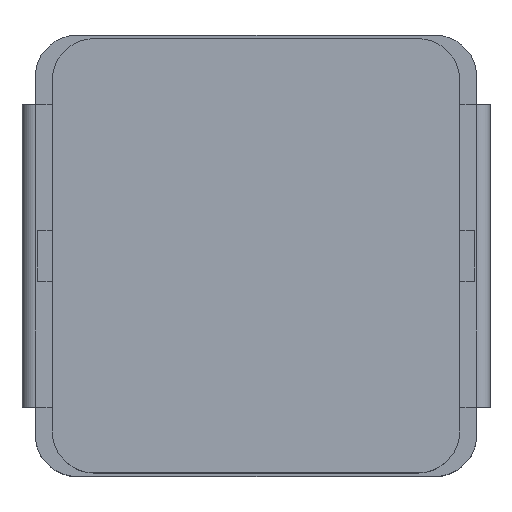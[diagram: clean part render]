
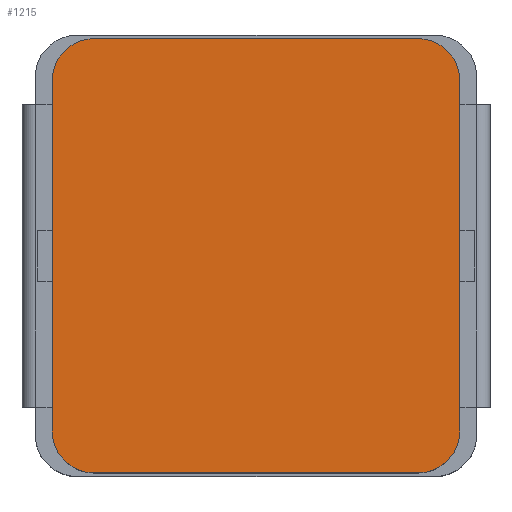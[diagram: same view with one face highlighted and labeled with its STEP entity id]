
A CAD part, top view. The second image highlights one B-rep face of the part: STEP entity #1215.
In plain terms, the highlighted planar face has unit normal (0, 0, 1).
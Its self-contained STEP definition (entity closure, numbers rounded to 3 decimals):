
#932 = VERTEX_POINT('',#933);
#933 = CARTESIAN_POINT('',(-2.446,3.284,2.883)
  );
#941 = VERTEX_POINT('',#942);
#942 = CARTESIAN_POINT('',(-3.081,2.649,2.883)
  );
#948 = EDGE_CURVE('',#941,#932,#949,.T.);
#949 = CIRCLE('',#950,0.635);
#950 = AXIS2_PLACEMENT_3D('',#951,#952,#953);
#951 = CARTESIAN_POINT('',(-2.446,2.649,2.883)
  );
#952 = DIRECTION('',(0.,0.,-1.));
#953 = DIRECTION('',(0.,-1.,0.));
#973 = VERTEX_POINT('',#974);
#974 = CARTESIAN_POINT('',(-3.081,-2.649,2.883
    ));
#980 = EDGE_CURVE('',#973,#941,#981,.T.);
#981 = LINE('',#982,#983);
#982 = CARTESIAN_POINT('',(-3.081,2.649,2.883)
  );
#983 = VECTOR('',#984,1.);
#984 = DIRECTION('',(0.,1.,0.));
#1036 = VERTEX_POINT('',#1037);
#1037 = CARTESIAN_POINT('',(-2.446,-3.284,
    2.883));
#1043 = EDGE_CURVE('',#1036,#973,#1044,.T.);
#1044 = CIRCLE('',#1045,0.635);
#1045 = AXIS2_PLACEMENT_3D('',#1046,#1047,#1048);
#1046 = CARTESIAN_POINT('',(-2.446,-2.649,
    2.883));
#1047 = DIRECTION('',(0.,0.,-1.));
#1048 = DIRECTION('',(0.,-1.,0.));
#1061 = VERTEX_POINT('',#1062);
#1062 = CARTESIAN_POINT('',(2.446,-3.284,2.883
    ));
#1068 = EDGE_CURVE('',#1061,#1036,#1069,.T.);
#1069 = LINE('',#1070,#1071);
#1070 = CARTESIAN_POINT('',(-2.446,-3.284,
    2.883));
#1071 = VECTOR('',#1072,1.);
#1072 = DIRECTION('',(-1.,0.,0.));
#1085 = VERTEX_POINT('',#1086);
#1086 = CARTESIAN_POINT('',(3.081,-2.649,2.883
    ));
#1092 = EDGE_CURVE('',#1085,#1061,#1093,.T.);
#1093 = CIRCLE('',#1094,0.635);
#1094 = AXIS2_PLACEMENT_3D('',#1095,#1096,#1097);
#1095 = CARTESIAN_POINT('',(2.446,-2.649,2.883
    ));
#1096 = DIRECTION('',(0.,0.,-1.));
#1097 = DIRECTION('',(0.,-1.,0.));
#1117 = VERTEX_POINT('',#1118);
#1118 = CARTESIAN_POINT('',(3.081,2.649,2.883)
  );
#1124 = EDGE_CURVE('',#1117,#1085,#1125,.T.);
#1125 = LINE('',#1126,#1127);
#1126 = CARTESIAN_POINT('',(3.081,2.649,2.883)
  );
#1127 = VECTOR('',#1128,1.);
#1128 = DIRECTION('',(0.,-1.,0.));
#1180 = VERTEX_POINT('',#1181);
#1181 = CARTESIAN_POINT('',(2.446,3.284,2.883)
  );
#1187 = EDGE_CURVE('',#1180,#1117,#1188,.T.);
#1188 = CIRCLE('',#1189,0.635);
#1189 = AXIS2_PLACEMENT_3D('',#1190,#1191,#1192);
#1190 = CARTESIAN_POINT('',(2.446,2.649,2.883)
  );
#1191 = DIRECTION('',(0.,0.,-1.));
#1192 = DIRECTION('',(0.,1.,0.));
#1205 = EDGE_CURVE('',#932,#1180,#1206,.T.);
#1206 = LINE('',#1207,#1208);
#1207 = CARTESIAN_POINT('',(-2.446,3.284,2.883
    ));
#1208 = VECTOR('',#1209,1.);
#1209 = DIRECTION('',(1.,0.,0.));
#1215 = ADVANCED_FACE('',(#1216),#1226,.T.);
#1216 = FACE_BOUND('',#1217,.T.);
#1217 = EDGE_LOOP('',(#1218,#1219,#1220,#1221,#1222,#1223,#1224,#1225));
#1218 = ORIENTED_EDGE('',*,*,#948,.F.);
#1219 = ORIENTED_EDGE('',*,*,#980,.F.);
#1220 = ORIENTED_EDGE('',*,*,#1043,.F.);
#1221 = ORIENTED_EDGE('',*,*,#1068,.F.);
#1222 = ORIENTED_EDGE('',*,*,#1092,.F.);
#1223 = ORIENTED_EDGE('',*,*,#1124,.F.);
#1224 = ORIENTED_EDGE('',*,*,#1187,.F.);
#1225 = ORIENTED_EDGE('',*,*,#1205,.F.);
#1226 = PLANE('',#1227);
#1227 = AXIS2_PLACEMENT_3D('',#1228,#1229,#1230);
#1228 = CARTESIAN_POINT('',(-2.446,2.649,2.883
    ));
#1229 = DIRECTION('',(0.,0.,1.));
#1230 = DIRECTION('',(0.,-1.,0.));
